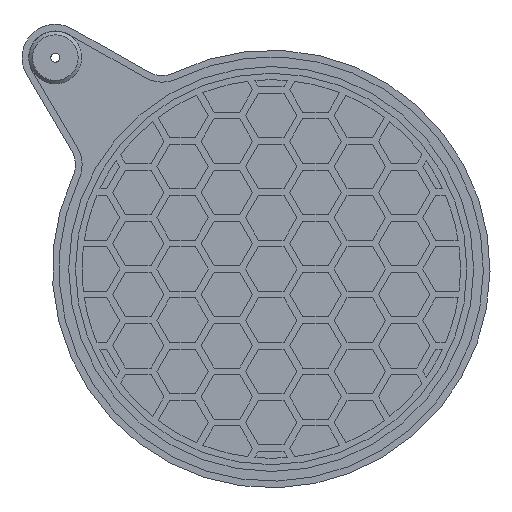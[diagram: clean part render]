
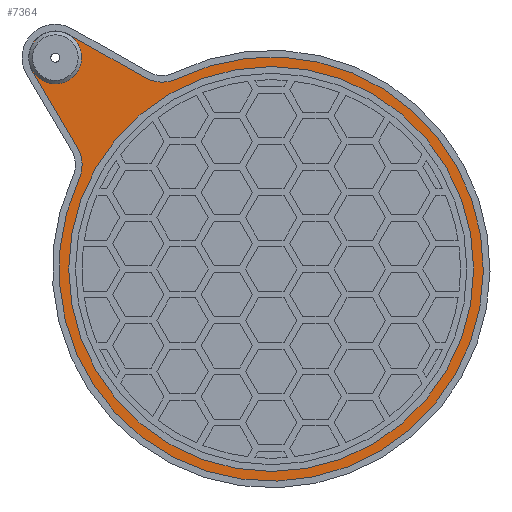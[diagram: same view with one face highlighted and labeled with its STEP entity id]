
A CAD part, left-side view. The second image highlights one B-rep face of the part: STEP entity #7364.
In plain terms, the highlighted planar face has unit normal (-1, 0, 0).
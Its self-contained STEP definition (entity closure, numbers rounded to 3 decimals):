
#15=FACE_BOUND('',#901,.T.);
#16=FACE_BOUND('',#902,.T.);
#88=PLANE('',#7812);
#478=FACE_OUTER_BOUND('',#900,.T.);
#900=EDGE_LOOP('',(#5229,#5230,#5231,#5232,#5233,#5234));
#901=EDGE_LOOP('',(#5235));
#902=EDGE_LOOP('',(#5236));
#1388=LINE('',#10298,#2374);
#1393=LINE('',#10319,#2379);
#2374=VECTOR('',#8317,10.);
#2379=VECTOR('',#8342,10.);
#3355=CIRCLE('',#7794,36.4);
#3357=CIRCLE('',#7797,4.7);
#3359=CIRCLE('',#7800,4.8);
#3361=CIRCLE('',#7804,6.2);
#3363=CIRCLE('',#7807,38.142);
#3365=CIRCLE('',#7810,6.2);
#3430=VERTEX_POINT('',#10275);
#3432=VERTEX_POINT('',#10281);
#3435=VERTEX_POINT('',#10288);
#3436=VERTEX_POINT('',#10290);
#3438=VERTEX_POINT('',#10296);
#3440=VERTEX_POINT('',#10302);
#3442=VERTEX_POINT('',#10308);
#3444=VERTEX_POINT('',#10314);
#4138=EDGE_CURVE('',#3430,#3430,#3355,.T.);
#4141=EDGE_CURVE('',#3432,#3432,#3357,.T.);
#4144=EDGE_CURVE('',#3435,#3436,#3359,.T.);
#4148=EDGE_CURVE('',#3438,#3435,#1388,.T.);
#4151=EDGE_CURVE('',#3440,#3438,#3361,.T.);
#4154=EDGE_CURVE('',#3442,#3440,#3363,.T.);
#4157=EDGE_CURVE('',#3444,#3442,#3365,.T.);
#4159=EDGE_CURVE('',#3436,#3444,#1393,.T.);
#5229=ORIENTED_EDGE('',*,*,#4159,.F.);
#5230=ORIENTED_EDGE('',*,*,#4144,.F.);
#5231=ORIENTED_EDGE('',*,*,#4148,.F.);
#5232=ORIENTED_EDGE('',*,*,#4151,.F.);
#5233=ORIENTED_EDGE('',*,*,#4154,.F.);
#5234=ORIENTED_EDGE('',*,*,#4157,.F.);
#5235=ORIENTED_EDGE('',*,*,#4141,.F.);
#5236=ORIENTED_EDGE('',*,*,#4138,.F.);
#7364=ADVANCED_FACE('',(#478,#15,#16),#88,.T.);
#7794=AXIS2_PLACEMENT_3D('',#10277,#8296,#8297);
#7797=AXIS2_PLACEMENT_3D('',#10283,#8303,#8304);
#7800=AXIS2_PLACEMENT_3D('',#10291,#8310,#8311);
#7804=AXIS2_PLACEMENT_3D('',#10304,#8323,#8324);
#7807=AXIS2_PLACEMENT_3D('',#10310,#8330,#8331);
#7810=AXIS2_PLACEMENT_3D('',#10316,#8337,#8338);
#7812=AXIS2_PLACEMENT_3D('',#10320,#8343,#8344);
#8296=DIRECTION('center_axis',(-1.,0.,0.));
#8297=DIRECTION('ref_axis',(0.,-1.,0.));
#8303=DIRECTION('center_axis',(-1.,0.,0.));
#8304=DIRECTION('ref_axis',(0.,-1.,0.));
#8310=DIRECTION('center_axis',(1.,0.,0.));
#8311=DIRECTION('ref_axis',(0.,-0.491,0.871));
#8317=DIRECTION('',(0.,0.509,0.861));
#8323=DIRECTION('center_axis',(-1.,0.,0.));
#8324=DIRECTION('ref_axis',(0.,-0.906,-0.423));
#8330=DIRECTION('center_axis',(1.,0.,0.));
#8331=DIRECTION('ref_axis',(0.,0.906,0.423));
#8337=DIRECTION('center_axis',(-1.,0.,0.));
#8338=DIRECTION('ref_axis',(0.,0.491,-0.871));
#8342=DIRECTION('',(0.,-0.871,-0.491));
#8343=DIRECTION('center_axis',(-1.,0.,0.));
#8344=DIRECTION('ref_axis',(0.,-1.,0.));
#10275=CARTESIAN_POINT('',(-72.239,-32.549,78.604));
#10277=CARTESIAN_POINT('Origin',(-72.239,-68.949,78.604));
#10281=CARTESIAN_POINT('',(-72.239,-25.449,116.604));
#10283=CARTESIAN_POINT('Origin',(-72.239,-30.149,116.604));
#10288=CARTESIAN_POINT('',(-72.239,-26.017,114.161));
#10290=CARTESIAN_POINT('',(-72.239,-32.506,120.786));
#10291=CARTESIAN_POINT('Origin',(-72.239,-30.149,116.604));
#10296=CARTESIAN_POINT('',(-72.239,-34.097,100.496));
#10298=CARTESIAN_POINT('',(-72.239,-26.017,114.161));
#10302=CARTESIAN_POINT('',(-72.239,-34.38,94.721));
#10304=CARTESIAN_POINT('Origin',(-72.239,-28.761,97.341));
#10308=CARTESIAN_POINT('',(-72.239,-52.115,112.83));
#10310=CARTESIAN_POINT('Origin',(-72.239,-68.949,78.604));
#10314=CARTESIAN_POINT('',(-72.239,-46.335,112.992));
#10316=CARTESIAN_POINT('Origin',(-72.239,-49.379,118.393));
#10319=CARTESIAN_POINT('',(-72.239,-46.335,112.992));
#10320=CARTESIAN_POINT('Origin',(-72.239,-66.22,80.933));
